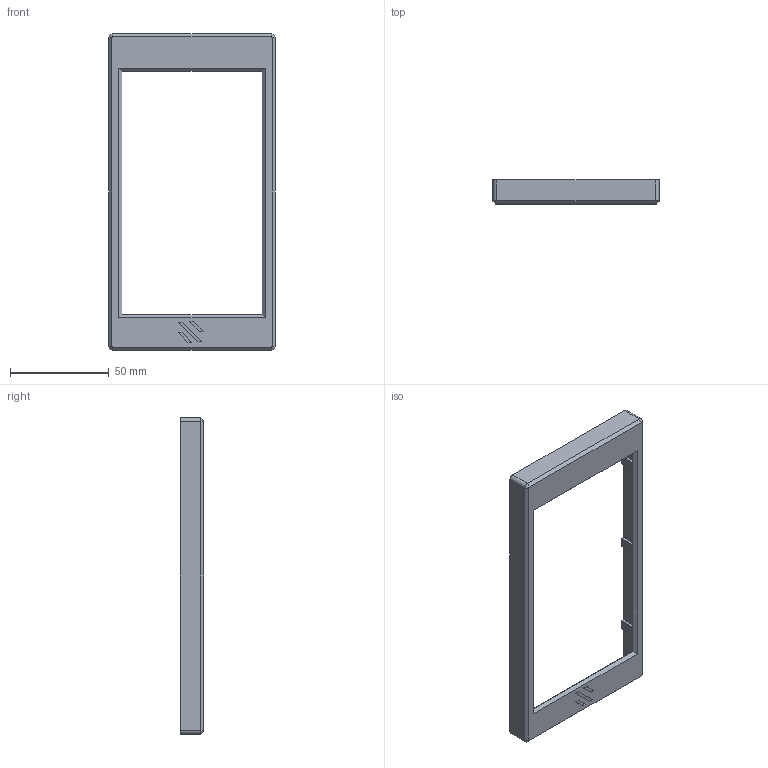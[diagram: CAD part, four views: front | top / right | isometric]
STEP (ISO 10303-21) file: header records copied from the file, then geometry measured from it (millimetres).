
FILE_DESCRIPTION (( 'STEP AP214' ), '1' );
FILE_NAME ('ヶ裔-voron.STEP', '2025-08-22T02:02:51', ( '' ), ( '' ), 'SwSTEP 2.0', 'SolidWorks 2018', '' );
FILE_SCHEMA (( 'AUTOMOTIVE_DESIGN' ));
Length unit declared in the file: millimetre
Products named in the file (1): ヶ裔-voron
Bounding box: 84 x 12 x 160 mm (x, y, z)
Volume: 26048.8 mm3; surface area: 20295.8 mm2
Topology: 1 solids, 1 shells, 86 faces, 216 edges, 140 vertices
Faces by surface type: plane 66, cylinder 16, cone 4
Entity records: 2578 total; most frequent: CARTESIAN_POINT 443, ORIENTED_EDGE 432, DIRECTION 426, EDGE_CURVE 216, LINE 180, VECTOR 180, VERTEX_POINT 140, AXIS2_PLACEMENT_3D 123
